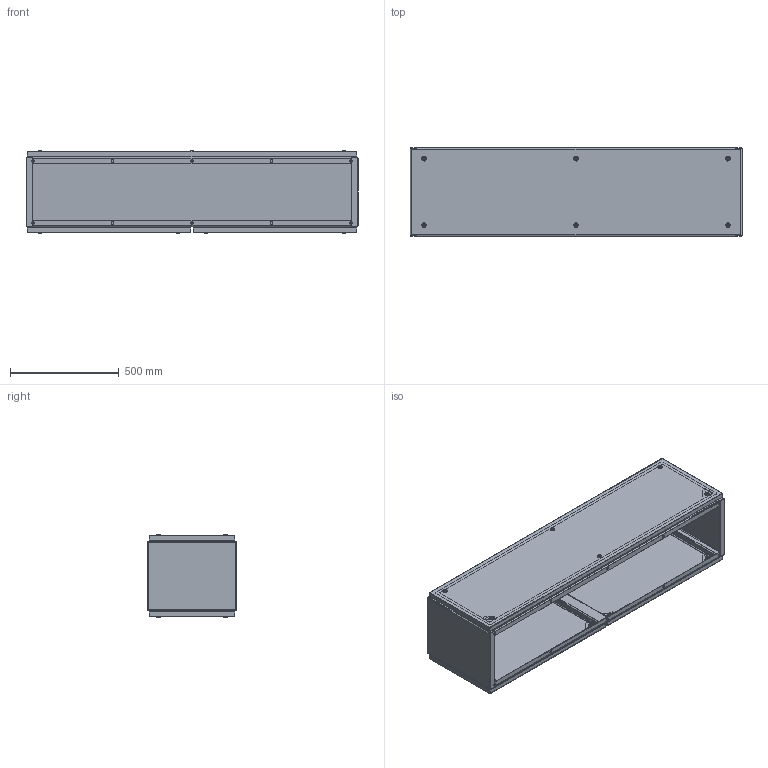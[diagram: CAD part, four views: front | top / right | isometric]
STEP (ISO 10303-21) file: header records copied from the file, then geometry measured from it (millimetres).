
FILE_DESCRIPTION (( 'STEP AP214' ), '1' );
FILE_NAME ('SCE-1460T.STEP', '2021-01-22T20:10:32', ( '' ), ( '' ), 'SwSTEP 2.0', 'SolidWorks 2019', '' );
FILE_SCHEMA (( 'AUTOMOTIVE_DESIGN' ));
Length unit declared in the file: inch
Products named in the file (1): SCE-1460T
Bounding box: 1524 x 406.4 x 379.06 mm (x, y, z)
Volume: 5907800.2 mm3; surface area: 5562245.5 mm2
Topology: 87 solids, 87 shells, 5245 faces, 13324 edges, 8300 vertices
Faces by surface type: plane 2519, cylinder 2100, bspline 404, torus 112, cone 98, sphere 12
Full cylindrical faces by diameter (mm): 4.2 x14, 4.8 x14, 8 x14, 8.1 x14, 9.2 x14, 10.8 x14, 11.113 x10, 11.8 x14, 12 x14, 14 x14, 16.1 x14, 20 x14, 21 x14
Entity records: 233719 total; most frequent: CARTESIAN_POINT 41346, ORIENTED_EDGE 25848, DIRECTION 25340, EDGE_CURVE 12924, AXIS2_PLACEMENT_3D 8854, VERTEX_POINT 8202, LINE 7632, VECTOR 7632
